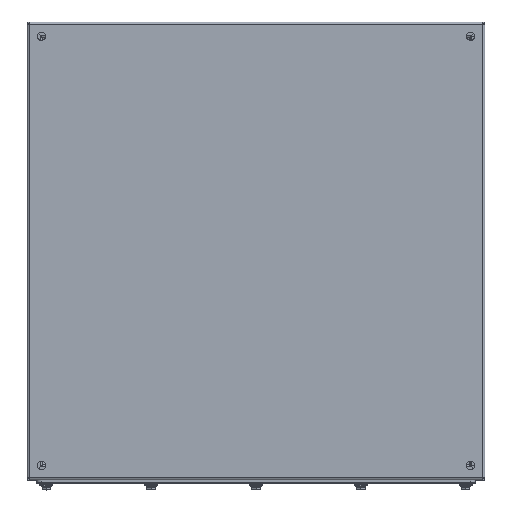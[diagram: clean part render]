
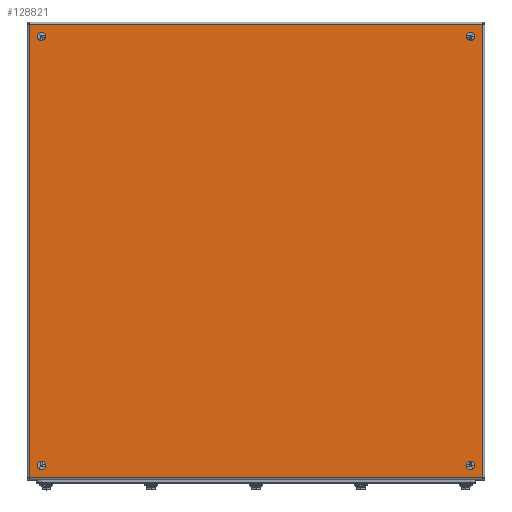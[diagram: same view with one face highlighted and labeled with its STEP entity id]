
A CAD part, top view. The second image highlights one B-rep face of the part: STEP entity #128821.
In plain terms, the highlighted planar face has unit normal (0, 0, 1).
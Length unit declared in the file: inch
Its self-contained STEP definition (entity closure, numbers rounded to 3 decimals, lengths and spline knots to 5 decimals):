
#482 = VECTOR ( 'NONE', #30714, 39.37008 ) ;
#2735 = DIRECTION ( 'NONE',  ( -1., 0., 0. ) ) ;
#2965 = EDGE_CURVE ( 'NONE', #120168, #120168, #16166, .T. ) ;
#3429 = EDGE_CURVE ( 'NONE', #99650, #99650, #73255, .T. ) ;
#4304 = CARTESIAN_POINT ( 'NONE',  ( 18.90625, 23.125, 6.9175 ) ) ;
#13010 = EDGE_CURVE ( 'NONE', #13032, #30391, #91220, .T. ) ;
#13032 = VERTEX_POINT ( 'NONE', #135736 ) ;
#13063 = FACE_BOUND ( 'NONE', #60118, .T. ) ;
#14554 = EDGE_LOOP ( 'NONE', ( #113500, #107464, #113672, #128257 ) ) ;
#14698 = EDGE_LOOP ( 'NONE', ( #107271 ) ) ;
#14864 = CARTESIAN_POINT ( 'NONE',  ( 19.125, 23.125, 6.9175 ) ) ;
#16166 = CIRCLE ( 'NONE', #101605, 0.21875 ) ;
#18397 = EDGE_CURVE ( 'NONE', #25905, #13032, #52646, .T. ) ;
#19748 = ORIENTED_EDGE ( 'NONE', *, *, #3429, .T. ) ;
#23367 = CARTESIAN_POINT ( 'NONE',  ( 7.875, 11.875, 6.9175 ) ) ;
#24079 = FACE_BOUND ( 'NONE', #36656, .T. ) ;
#25905 = VERTEX_POINT ( 'NONE', #71117 ) ;
#26572 = DIRECTION ( 'NONE',  ( -1., 0., 0. ) ) ;
#27563 = ORIENTED_EDGE ( 'NONE', *, *, #77194, .T. ) ;
#27857 = DIRECTION ( 'NONE',  ( 0., 1., 0. ) ) ;
#28429 = ORIENTED_EDGE ( 'NONE', *, *, #100949, .T. ) ;
#28719 = CIRCLE ( 'NONE', #39566, 0.21875 ) ;
#30391 = VERTEX_POINT ( 'NONE', #71093 ) ;
#30714 = DIRECTION ( 'NONE',  ( 1., 0., 0. ) ) ;
#36656 = EDGE_LOOP ( 'NONE', ( #19748 ) ) ;
#39566 = AXIS2_PLACEMENT_3D ( 'NONE', #52921, #65252, #54952 ) ;
#42920 = VECTOR ( 'NONE', #101527, 39.37008 ) ;
#45616 = VECTOR ( 'NONE', #84894, 39.37008 ) ;
#46532 = CIRCLE ( 'NONE', #107791, 0.21875 ) ;
#46997 = EDGE_LOOP ( 'NONE', ( #27563 ) ) ;
#48459 = CARTESIAN_POINT ( 'NONE',  ( -4.00412, 11.875, 6.9175 ) ) ;
#51255 = CARTESIAN_POINT ( 'NONE',  ( -4.00412, -0.00413, 6.9175 ) ) ;
#52646 = LINE ( 'NONE', #114298, #482 ) ;
#52921 = CARTESIAN_POINT ( 'NONE',  ( -3.375, 0.625, 6.9175 ) ) ;
#54952 = DIRECTION ( 'NONE',  ( -1., 0., 0. ) ) ;
#60118 = EDGE_LOOP ( 'NONE', ( #28429 ) ) ;
#61716 = CARTESIAN_POINT ( 'NONE',  ( -3.375, 23.125, 6.9175 ) ) ;
#62169 = EDGE_CURVE ( 'NONE', #30391, #70191, #115715, .T. ) ;
#65248 = DIRECTION ( 'NONE',  ( 0., 0., -1. ) ) ;
#65252 = DIRECTION ( 'NONE',  ( 0., 0., -1. ) ) ;
#67276 = PLANE ( 'NONE',  #83999 ) ;
#70191 = VERTEX_POINT ( 'NONE', #51255 ) ;
#71093 = CARTESIAN_POINT ( 'NONE',  ( 19.75413, -0.00412, 6.9175 ) ) ;
#71117 = CARTESIAN_POINT ( 'NONE',  ( -4.00413, 23.75412, 6.9175 ) ) ;
#73255 = CIRCLE ( 'NONE', #75400, 0.21875 ) ;
#75400 = AXIS2_PLACEMENT_3D ( 'NONE', #124241, #80472, #91407 ) ;
#77194 = EDGE_CURVE ( 'NONE', #130171, #130171, #28719, .T. ) ;
#79953 = LINE ( 'NONE', #48459, #122623 ) ;
#80472 = DIRECTION ( 'NONE',  ( 0., 0., -1. ) ) ;
#83999 = AXIS2_PLACEMENT_3D ( 'NONE', #23367, #65248, #2735 ) ;
#84894 = DIRECTION ( 'NONE',  ( -1., 0., 0. ) ) ;
#88899 = DIRECTION ( 'NONE',  ( 0., 0., -1. ) ) ;
#89350 = CARTESIAN_POINT ( 'NONE',  ( 18.90625, 0.625, 6.9175 ) ) ;
#90523 = CARTESIAN_POINT ( 'NONE',  ( -3.59375, 23.125, 6.9175 ) ) ;
#91220 = LINE ( 'NONE', #93919, #42920 ) ;
#91407 = DIRECTION ( 'NONE',  ( -1., 0., 0. ) ) ;
#93141 = DIRECTION ( 'NONE',  ( -1., 0., 0. ) ) ;
#93919 = CARTESIAN_POINT ( 'NONE',  ( 19.75413, 11.875, 6.9175 ) ) ;
#96726 = FACE_BOUND ( 'NONE', #14698, .T. ) ;
#99650 = VERTEX_POINT ( 'NONE', #89350 ) ;
#100812 = VERTEX_POINT ( 'NONE', #90523 ) ;
#100949 = EDGE_CURVE ( 'NONE', #100812, #100812, #46532, .T. ) ;
#101527 = DIRECTION ( 'NONE',  ( 0., -1., 0. ) ) ;
#101605 = AXIS2_PLACEMENT_3D ( 'NONE', #14864, #88899, #26572 ) ;
#105511 = CARTESIAN_POINT ( 'NONE',  ( 7.875, -0.00412, 6.9175 ) ) ;
#107271 = ORIENTED_EDGE ( 'NONE', *, *, #2965, .T. ) ;
#107464 = ORIENTED_EDGE ( 'NONE', *, *, #18397, .F. ) ;
#107791 = AXIS2_PLACEMENT_3D ( 'NONE', #61716, #123258, #93141 ) ;
#113500 = ORIENTED_EDGE ( 'NONE', *, *, #13010, .F. ) ;
#113672 = ORIENTED_EDGE ( 'NONE', *, *, #120759, .F. ) ;
#114298 = CARTESIAN_POINT ( 'NONE',  ( 7.875, 23.75413, 6.9175 ) ) ;
#115715 = LINE ( 'NONE', #105511, #45616 ) ;
#120168 = VERTEX_POINT ( 'NONE', #4304 ) ;
#120759 = EDGE_CURVE ( 'NONE', #70191, #25905, #79953, .T. ) ;
#122623 = VECTOR ( 'NONE', #27857, 39.37008 ) ;
#123258 = DIRECTION ( 'NONE',  ( 0., 0., -1. ) ) ;
#124241 = CARTESIAN_POINT ( 'NONE',  ( 19.125, 0.625, 6.9175 ) ) ;
#127511 = FACE_OUTER_BOUND ( 'NONE', #14554, .T. ) ;
#128257 = ORIENTED_EDGE ( 'NONE', *, *, #62169, .F. ) ;
#128821 = ADVANCED_FACE ( 'NONE', ( #13063, #96726, #129572, #24079, #127511 ), #67276, .F. ) ;
#129572 = FACE_BOUND ( 'NONE', #46997, .T. ) ;
#130171 = VERTEX_POINT ( 'NONE', #130843 ) ;
#130843 = CARTESIAN_POINT ( 'NONE',  ( -3.59375, 0.625, 6.9175 ) ) ;
#135736 = CARTESIAN_POINT ( 'NONE',  ( 19.75413, 23.75413, 6.9175 ) ) ;
